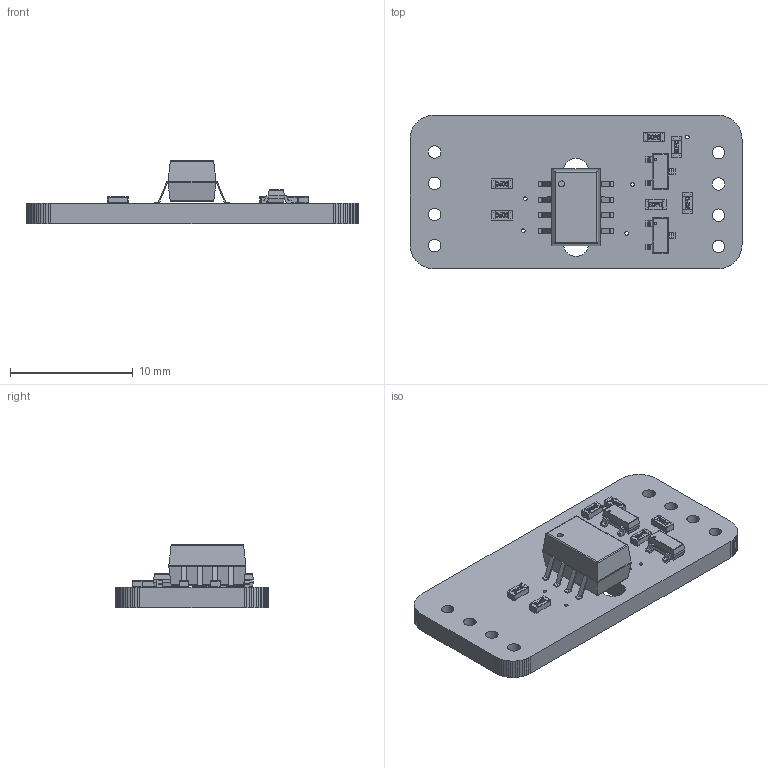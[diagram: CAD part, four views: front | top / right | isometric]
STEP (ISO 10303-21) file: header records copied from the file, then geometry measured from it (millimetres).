
FILE_DESCRIPTION(('PCB Model'),'2;1');
FILE_NAME('EVE D213.STEP','2021-09-23T22:26:08',( 'pritesh'),('Unspecified'),'Open CASCADE STEP processor 6.8', 'Proteus','Unknown');
FILE_SCHEMA(('AUTOMOTIVE_DESIGN { 1 0 10303 214 1 1 1 1 }'));
Length unit declared in the file: millimetre
Products named in the file (42): Open CASCADE STEP translator 6.8 2; Layer_1; U1; Open CASCADE STEP translator 6.8 2.2.1; Body_1; =>[0:1:1:2]; =>[0:1:1:3]; SOLID; R1; Open CASCADE STEP translator 6.8 2.3.1; =>[0:1:1:4]; =>[0:1:1:5]; =>[0:1:1:6]; R2; Open CASCADE STEP translator 6.8 2.4.1; Q2; Open CASCADE STEP translator 6.8 2.5.1; Q1; Open CASCADE STEP translator 6.8 2.6.1; R3; Open CASCADE STEP translator 6.8 2.7.1; R5; Open CASCADE STEP translator 6.8 2.8.1; R6; Open CASCADE STEP translator 6.8 2.9.1; R4; Open CASCADE STEP translator 6.8 2.10.1
Assembly tree (47 placements, depth 6):
  Open CASCADE STEP translator 6.8 2
    Layer_1
    U1
      Open CASCADE STEP translator 6.8 2.2.1
        Body_1
          =>[0:1:1:2]
          =>[0:1:1:3]
            SOLID
            SOLID
            SOLID
            SOLID
            SOLID
            SOLID
            SOLID
            SOLID
    R1
      Open CASCADE STEP translator 6.8 2.3.1
        Body_1
          =>[0:1:1:3]
          =>[0:1:1:4]
          =>[0:1:1:5]
          =>[0:1:1:6]
    R2
      Open CASCADE STEP translator 6.8 2.4.1
        Body_1
          =>[0:1:1:3]
          =>[0:1:1:4]
          =>[0:1:1:5]
          =>[0:1:1:6]
    Q2
      Open CASCADE STEP translator 6.8 2.5.1
        Body_1
          =>[0:1:1:2]
          =>[0:1:1:3]
            SOLID
            SOLID
          =>[0:1:1:4]
    Q1
      Open CASCADE STEP translator 6.8 2.6.1
        Body_1
          =>[0:1:1:2]
          =>[0:1:1:3]
            SOLID
            SOLID
          =>[0:1:1:4]
    R3
      Open CASCADE STEP translator 6.8 2.7.1
        Body_1
          =>[0:1:1:3]
          =>[0:1:1:4]
          =>[0:1:1:5]
          =>[0:1:1:6]
    R5
      Open CASCADE STEP translator 6.8 2.8.1
        Body_1
          =>[0:1:1:3]
          =>[0:1:1:4]
          =>[0:1:1:5]
          =>[0:1:1:6]
    R6
Bounding box: 27 x 12.5 x 5.14 mm (x, y, z)
Volume: 600.5 mm3; surface area: 1053.1 mm2
Topology: 42 solids, 42 shells, 951 faces, 2418 edges, 1596 vertices
Faces by surface type: plane 607, bspline 246, cylinder 98
Entity records: 17057 total; most frequent: CARTESIAN_POINT 5181, ORIENTED_EDGE 2168, DIRECTION 1977, EDGE_CURVE 1084, LINE 845, VECTOR 845, VERTEX_POINT 712, AXIS2_PLACEMENT_3D 566
